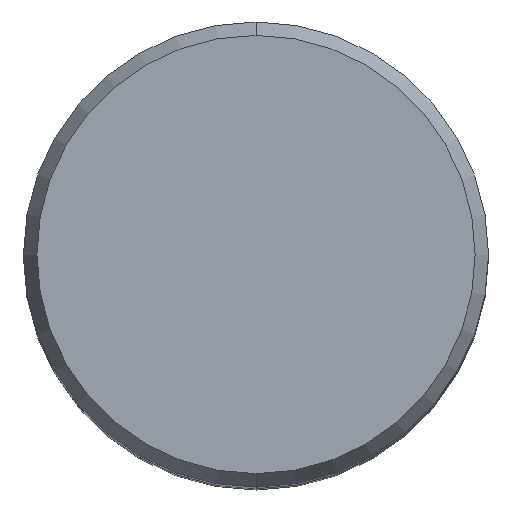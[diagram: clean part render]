
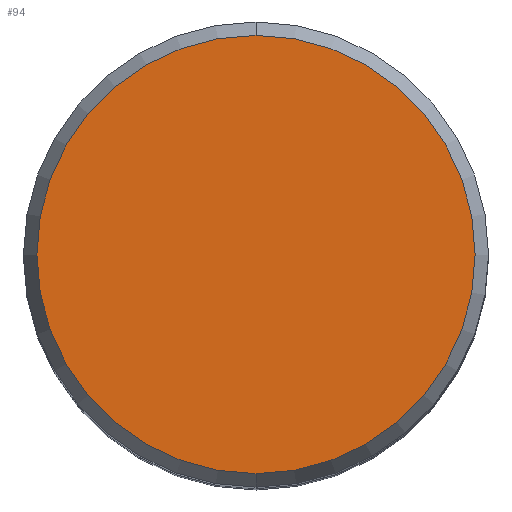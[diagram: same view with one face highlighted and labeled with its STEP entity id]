
A CAD part, top view. The second image highlights one B-rep face of the part: STEP entity #94.
In plain terms, the highlighted planar face has unit normal (0, 0, 1).
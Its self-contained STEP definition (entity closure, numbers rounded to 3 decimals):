
#94=ADVANCED_FACE('',(#216),#217,.T.);
#98=EDGE_CURVE('',#134,#130,#221,.T.);
#106=EDGE_CURVE('',#130,#134,#230,.T.);
#130=VERTEX_POINT('',#255);
#134=VERTEX_POINT('',#259);
#216=FACE_OUTER_BOUND('',#346,.T.);
#217=PLANE('',#347);
#221=CIRCLE('',#352,14.958);
#230=CIRCLE('',#363,14.958);
#255=CARTESIAN_POINT('',(0.0,14.958,0.01));
#259=CARTESIAN_POINT('',(0.,-14.958,0.01));
#346=EDGE_LOOP('',(#487,#488));
#347=AXIS2_PLACEMENT_3D('',#489,#490,#491);
#352=AXIS2_PLACEMENT_3D('',#492,#493,#494);
#363=AXIS2_PLACEMENT_3D('',#504,#505,#506);
#487=ORIENTED_EDGE('',*,*,#106,.F.);
#488=ORIENTED_EDGE('',*,*,#98,.F.);
#489=CARTESIAN_POINT('',(0.0,7.479,0.01));
#490=DIRECTION('',(-0.0,0.0,1.0));
#491=DIRECTION('',(0.0,-1.0,0.0));
#492=CARTESIAN_POINT('',(0.0,0.0,0.01));
#493=DIRECTION('',(0.0,0.0,-1.0));
#494=DIRECTION('',(0.0,1.0,0.0));
#504=CARTESIAN_POINT('',(0.0,0.0,0.01));
#505=DIRECTION('',(0.0,0.0,-1.0));
#506=DIRECTION('',(0.0,1.0,0.0));
